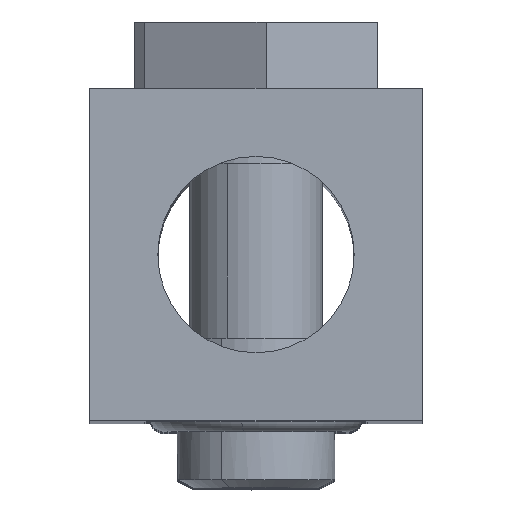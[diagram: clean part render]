
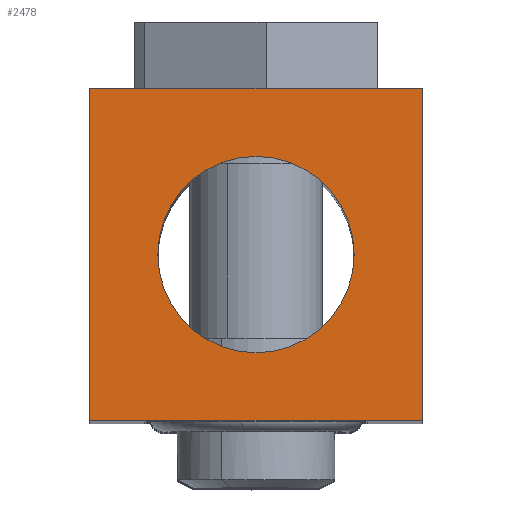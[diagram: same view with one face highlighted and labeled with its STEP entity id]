
A CAD part, top view. The second image highlights one B-rep face of the part: STEP entity #2478.
In plain terms, the highlighted planar face has unit normal (0, 0, 1).
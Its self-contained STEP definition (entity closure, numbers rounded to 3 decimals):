
#15 = EDGE_CURVE ( 'NONE', #1534, #315, #2327, .T. ) ;
#192 = CARTESIAN_POINT ( 'NONE',  ( 47.138, 66.897, 92.674 ) ) ;
#211 = DIRECTION ( 'NONE',  ( 0., 0., 1. ) ) ;
#261 = VECTOR ( 'NONE', #3903, 1000. ) ;
#315 = VERTEX_POINT ( 'NONE', #3075 ) ;
#363 = VERTEX_POINT ( 'NONE', #721 ) ;
#395 = CARTESIAN_POINT ( 'NONE',  ( 67.138, 46.897, 92.674 ) ) ;
#406 = VECTOR ( 'NONE', #2199, 1000. ) ;
#463 = EDGE_CURVE ( 'NONE', #3942, #315, #3121, .T. ) ;
#513 = LINE ( 'NONE', #192, #406 ) ;
#552 = DIRECTION ( 'NONE',  ( 1., 0., 0. ) ) ;
#554 = EDGE_CURVE ( 'NONE', #2557, #3942, #1158, .T. ) ;
#721 = CARTESIAN_POINT ( 'NONE',  ( 63.038, 56.897, 92.674 ) ) ;
#760 = AXIS2_PLACEMENT_3D ( 'NONE', #1818, #211, #1517 ) ;
#1012 = PLANE ( 'NONE',  #4134 ) ;
#1140 = FACE_BOUND ( 'NONE', #2147, .T. ) ;
#1158 = LINE ( 'NONE', #3884, #261 ) ;
#1159 = EDGE_CURVE ( 'NONE', #2557, #1534, #513, .T. ) ;
#1517 = DIRECTION ( 'NONE',  ( 1., 0., 0. ) ) ;
#1534 = VERTEX_POINT ( 'NONE', #3143 ) ;
#1692 = DIRECTION ( 'NONE',  ( 1., 0., 0. ) ) ;
#1734 = ORIENTED_EDGE ( 'NONE', *, *, #554, .F. ) ;
#1818 = CARTESIAN_POINT ( 'NONE',  ( 57.138, 56.897, 92.674 ) ) ;
#1829 = DIRECTION ( 'NONE',  ( 0., 0., -1. ) ) ;
#1956 = CIRCLE ( 'NONE', #760, 5.9 ) ;
#1968 = VECTOR ( 'NONE', #552, 1000. ) ;
#1979 = ORIENTED_EDGE ( 'NONE', *, *, #1159, .T. ) ;
#2005 = DIRECTION ( 'NONE',  ( 0., -1., 0. ) ) ;
#2086 = CIRCLE ( 'NONE', #3567, 5.9 ) ;
#2121 = CARTESIAN_POINT ( 'NONE',  ( 67.138, 66.897, 92.674 ) ) ;
#2127 = DIRECTION ( 'NONE',  ( 0., 0., 1. ) ) ;
#2147 = EDGE_LOOP ( 'NONE', ( #3161, #3979 ) ) ;
#2176 = EDGE_CURVE ( 'NONE', #2377, #363, #1956, .T. ) ;
#2199 = DIRECTION ( 'NONE',  ( 0., -1., 0. ) ) ;
#2323 = CARTESIAN_POINT ( 'NONE',  ( 67.138, 66.897, 92.674 ) ) ;
#2327 = LINE ( 'NONE', #395, #1968 ) ;
#2364 = CARTESIAN_POINT ( 'NONE',  ( 67.138, 66.897, 92.674 ) ) ;
#2377 = VERTEX_POINT ( 'NONE', #3314 ) ;
#2478 = ADVANCED_FACE ( 'NONE', ( #1140, #2852 ), #1012, .F. ) ;
#2557 = VERTEX_POINT ( 'NONE', #4063 ) ;
#2603 = ORIENTED_EDGE ( 'NONE', *, *, #463, .F. ) ;
#2852 = FACE_OUTER_BOUND ( 'NONE', #3362, .T. ) ;
#3075 = CARTESIAN_POINT ( 'NONE',  ( 67.138, 46.897, 92.674 ) ) ;
#3121 = LINE ( 'NONE', #2121, #3958 ) ;
#3143 = CARTESIAN_POINT ( 'NONE',  ( 47.138, 46.897, 92.674 ) ) ;
#3161 = ORIENTED_EDGE ( 'NONE', *, *, #3894, .F. ) ;
#3286 = DIRECTION ( 'NONE',  ( -1., 0., 0. ) ) ;
#3314 = CARTESIAN_POINT ( 'NONE',  ( 51.238, 56.897, 92.674 ) ) ;
#3362 = EDGE_LOOP ( 'NONE', ( #3398, #2603, #1734, #1979 ) ) ;
#3398 = ORIENTED_EDGE ( 'NONE', *, *, #15, .T. ) ;
#3513 = CARTESIAN_POINT ( 'NONE',  ( 57.138, 56.897, 92.674 ) ) ;
#3567 = AXIS2_PLACEMENT_3D ( 'NONE', #3513, #2127, #1692 ) ;
#3884 = CARTESIAN_POINT ( 'NONE',  ( 67.138, 66.897, 92.674 ) ) ;
#3894 = EDGE_CURVE ( 'NONE', #363, #2377, #2086, .T. ) ;
#3903 = DIRECTION ( 'NONE',  ( 1., 0., 0. ) ) ;
#3942 = VERTEX_POINT ( 'NONE', #2323 ) ;
#3958 = VECTOR ( 'NONE', #2005, 1000. ) ;
#3979 = ORIENTED_EDGE ( 'NONE', *, *, #2176, .F. ) ;
#4063 = CARTESIAN_POINT ( 'NONE',  ( 47.138, 66.897, 92.674 ) ) ;
#4134 = AXIS2_PLACEMENT_3D ( 'NONE', #2364, #1829, #3286 ) ;
